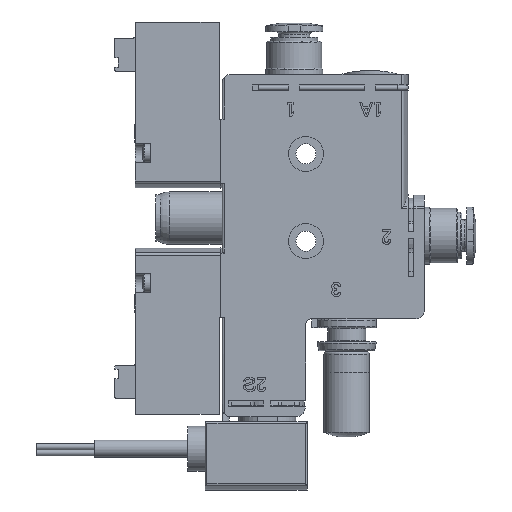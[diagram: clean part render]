
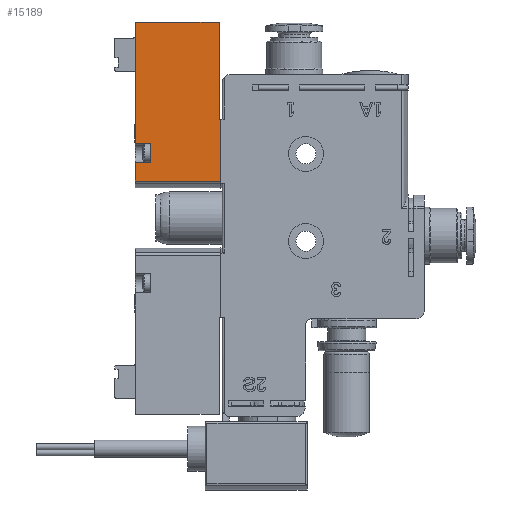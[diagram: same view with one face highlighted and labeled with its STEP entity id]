
A CAD part, left-side view. The second image highlights one B-rep face of the part: STEP entity #15189.
In plain terms, the highlighted face is planar.
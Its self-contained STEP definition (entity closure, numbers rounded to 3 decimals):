
#3157=ORIENTED_EDGE('',*,*,#5055,.F.);
#3158=ORIENTED_EDGE('',*,*,#5056,.F.);
#3159=ORIENTED_EDGE('',*,*,#5057,.F.);
#3160=ORIENTED_EDGE('',*,*,#5058,.F.);
#3161=ORIENTED_EDGE('',*,*,#5059,.F.);
#3162=ORIENTED_EDGE('',*,*,#5060,.F.);
#3163=ORIENTED_EDGE('',*,*,#5061,.F.);
#3164=ORIENTED_EDGE('',*,*,#5062,.F.);
#3165=ORIENTED_EDGE('',*,*,#5063,.T.);
#3166=ORIENTED_EDGE('',*,*,#5064,.T.);
#5055=EDGE_CURVE('',#6227,#6228,#7259,.T.);
#5056=EDGE_CURVE('',#6229,#6227,#7260,.T.);
#5057=EDGE_CURVE('',#6230,#6229,#7261,.T.);
#5058=EDGE_CURVE('',#6231,#6230,#7262,.T.);
#5059=EDGE_CURVE('',#6232,#6231,#7263,.T.);
#5060=EDGE_CURVE('',#6233,#6232,#7264,.T.);
#5061=EDGE_CURVE('',#6234,#6233,#7265,.T.);
#5062=EDGE_CURVE('',#6235,#6234,#7266,.T.);
#5063=EDGE_CURVE('',#6235,#6236,#7267,.T.);
#5064=EDGE_CURVE('',#6236,#6228,#7268,.T.);
#6227=VERTEX_POINT('',#22467);
#6228=VERTEX_POINT('',#22468);
#6229=VERTEX_POINT('',#22470);
#6230=VERTEX_POINT('',#22472);
#6231=VERTEX_POINT('',#22474);
#6232=VERTEX_POINT('',#22476);
#6233=VERTEX_POINT('',#22478);
#6234=VERTEX_POINT('',#22480);
#6235=VERTEX_POINT('',#22482);
#6236=VERTEX_POINT('',#22484);
#7259=LINE('',#22466,#8203);
#7260=LINE('',#22469,#8204);
#7261=LINE('',#22471,#8205);
#7262=LINE('',#22473,#8206);
#7263=LINE('',#22475,#8207);
#7264=LINE('',#22477,#8208);
#7265=LINE('',#22479,#8209);
#7266=LINE('',#22481,#8210);
#7267=LINE('',#22483,#8211);
#7268=LINE('',#22485,#8212);
#8203=VECTOR('',#18992,1000.);
#8204=VECTOR('',#18993,1000.);
#8205=VECTOR('',#18994,1000.);
#8206=VECTOR('',#18995,1000.);
#8207=VECTOR('',#18996,1000.);
#8208=VECTOR('',#18997,1000.);
#8209=VECTOR('',#18998,1000.);
#8210=VECTOR('',#18999,1000.);
#8211=VECTOR('',#19000,1000.);
#8212=VECTOR('',#19001,1000.);
#9031=EDGE_LOOP('',(#3157,#3158,#3159,#3160,#3161,#3162,#3163,#3164,#3165,
#3166));
#9984=FACE_BOUND('',#9031,.T.);
#10578=PLANE('',#16233);
#15189=ADVANCED_FACE('',(#9984),#10578,.F.);
#16233=AXIS2_PLACEMENT_3D('',#22465,#18990,#18991);
#18990=DIRECTION('',(0.,0.,1.));
#18991=DIRECTION('',(1.,0.,0.));
#18992=DIRECTION('',(0.,-1.,0.));
#18993=DIRECTION('',(1.,0.,0.));
#18994=DIRECTION('',(0.,-1.,0.));
#18995=DIRECTION('',(-1.,0.,0.));
#18996=DIRECTION('',(0.,1.,0.));
#18997=DIRECTION('',(-1.,0.,0.));
#18998=DIRECTION('',(0.,-1.,0.));
#18999=DIRECTION('',(-1.,0.,0.));
#19000=DIRECTION('',(0.,-1.,0.));
#19001=DIRECTION('',(-1.,0.,0.));
#22465=CARTESIAN_POINT('',(27.316,14.7,-4.9));
#22466=CARTESIAN_POINT('',(16.7,14.7,-4.9));
#22467=CARTESIAN_POINT('',(16.7,0.3,-4.9));
#22468=CARTESIAN_POINT('',(16.7,0.,-4.9));
#22469=CARTESIAN_POINT('',(27.316,0.3,-4.9));
#22470=CARTESIAN_POINT('',(0.,0.3,-4.9));
#22471=CARTESIAN_POINT('',(0.,14.7,-4.9));
#22472=CARTESIAN_POINT('',(0.,14.7,-4.9));
#22473=CARTESIAN_POINT('',(27.316,14.7,-4.9));
#22474=CARTESIAN_POINT('',(20.85,14.7,-4.9));
#22475=CARTESIAN_POINT('',(20.85,14.7,-4.9));
#22476=CARTESIAN_POINT('',(20.85,12.1,-4.9));
#22477=CARTESIAN_POINT('',(27.316,12.1,-4.9));
#22478=CARTESIAN_POINT('',(24.15,12.1,-4.9));
#22479=CARTESIAN_POINT('',(24.15,14.7,-4.9));
#22480=CARTESIAN_POINT('',(24.15,14.7,-4.9));
#22481=CARTESIAN_POINT('',(27.316,14.7,-4.9));
#22482=CARTESIAN_POINT('',(27.316,14.7,-4.9));
#22483=CARTESIAN_POINT('',(27.316,14.7,-4.9));
#22484=CARTESIAN_POINT('',(27.316,0.,-4.9));
#22485=CARTESIAN_POINT('',(27.316,0.,-4.9));
